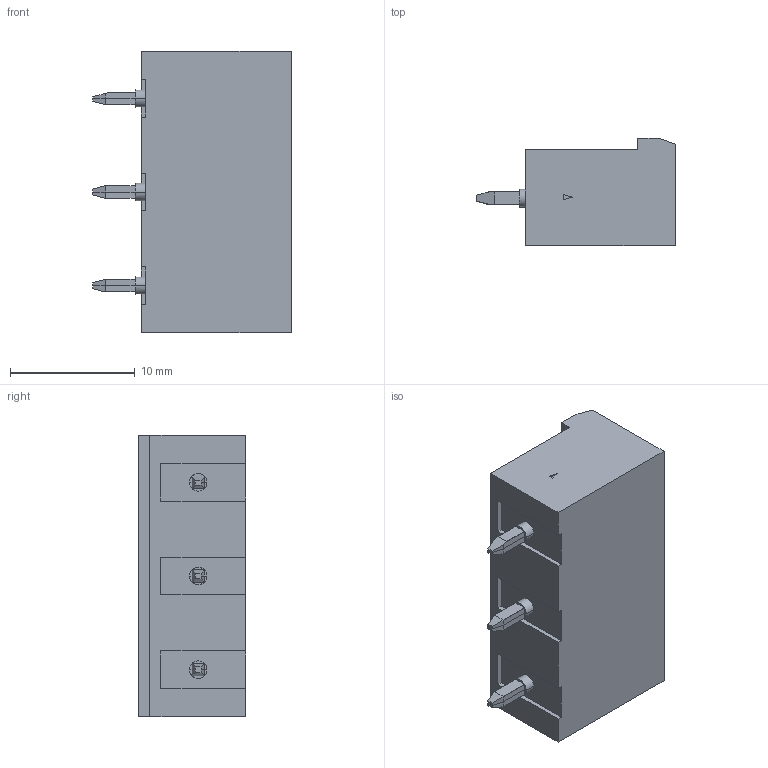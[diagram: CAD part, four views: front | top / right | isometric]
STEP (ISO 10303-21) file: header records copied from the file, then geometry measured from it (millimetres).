
FILE_DESCRIPTION(('SolidDesigner STEP Export'),'1');
FILE_NAME('gmstbva_2.5-3-g.stp','2000-09-05T 9:20:11',(''),(''), 'SolidDesigner STEP processor Version: 7.0(Mar 1999)for AP214(CD)(Solid Model)', 'CoCreate SolidDesigner: 08.01 19-Jun-2000(C) CoCreate Software GmbH','');
FILE_SCHEMA(('AUTOMOTIVE_DESIGN_CC2 {1 2 10303 214 -1 1 5 1}'));
Length unit declared in the file: millimetre
Products named in the file (1): gmstbva_2.5-3-g
Bounding box: 15.9 x 8.6 x 22.5 mm (x, y, z)
Volume: 1173.3 mm3; surface area: 1689.8 mm2
Topology: 1 solids, 1 shells, 320 faces, 735 edges, 434 vertices
Faces by surface type: plane 273, cylinder 41, cone 6
Entity records: 10422 total; most frequent: ORIENTED_EDGE 1470, CARTESIAN_POINT 1349, DIRECTION 1169, EDGE_CURVE 735, VECTOR 505, LINE 505, VERTEX_POINT 434, EDGE_LOOP 337
